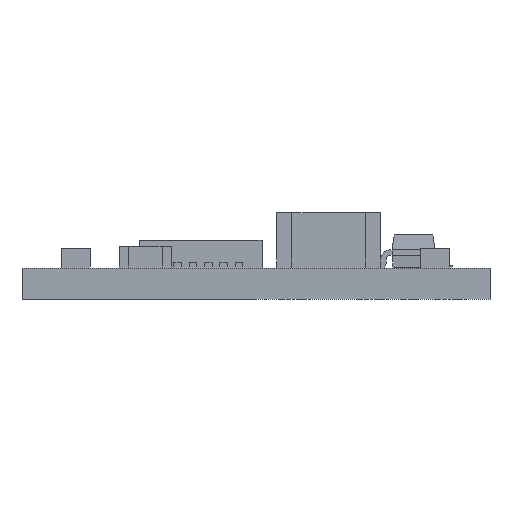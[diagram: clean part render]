
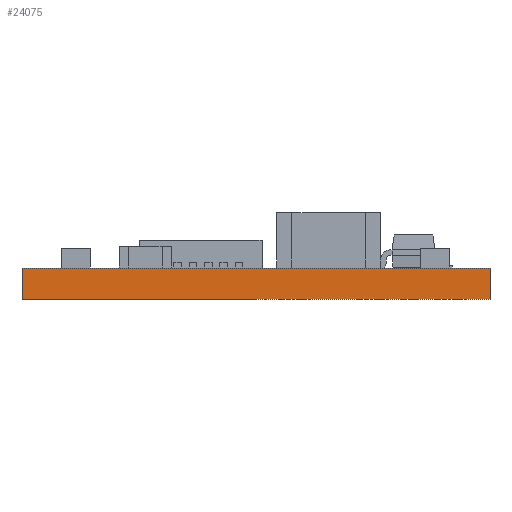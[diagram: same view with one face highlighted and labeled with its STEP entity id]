
A CAD part, left-side view. The second image highlights one B-rep face of the part: STEP entity #24075.
In plain terms, the highlighted planar face has unit normal (-1, 0, 0).
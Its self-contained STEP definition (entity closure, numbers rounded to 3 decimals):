
#357 = CARTESIAN_POINT ( 'NONE',  ( 0., 15.24, 0. ) ) ;
#835 = CARTESIAN_POINT ( 'NONE',  ( 0., 0., 1.016 ) ) ;
#1022 = CARTESIAN_POINT ( 'NONE',  ( 0., 15.24, 1.016 ) ) ;
#2498 = CARTESIAN_POINT ( 'NONE',  ( 0., 0., 1.016 ) ) ;
#2967 = VERTEX_POINT ( 'NONE', #4145 ) ;
#4145 = CARTESIAN_POINT ( 'NONE',  ( 0., 15.24, 0. ) ) ;
#5194 = PLANE ( 'NONE',  #22907 ) ;
#6421 = EDGE_CURVE ( 'NONE', #2967, #19344, #7052, .T. ) ;
#7052 = LINE ( 'NONE', #357, #33072 ) ;
#8286 = ORIENTED_EDGE ( 'NONE', *, *, #24365, .T. ) ;
#8678 = DIRECTION ( 'NONE',  ( 0., -1., 0. ) ) ;
#9177 = LINE ( 'NONE', #835, #30344 ) ;
#10985 = DIRECTION ( 'NONE',  ( 1., 0., 0. ) ) ;
#13154 = LINE ( 'NONE', #13920, #32546 ) ;
#13701 = DIRECTION ( 'NONE',  ( 0., 0., -1. ) ) ;
#13920 = CARTESIAN_POINT ( 'NONE',  ( 0., 15.24, 1.016 ) ) ;
#13954 = ORIENTED_EDGE ( 'NONE', *, *, #35208, .F. ) ;
#14520 = CARTESIAN_POINT ( 'NONE',  ( 0., 0., 0. ) ) ;
#17043 = VECTOR ( 'NONE', #33592, 1000. ) ;
#19344 = VERTEX_POINT ( 'NONE', #14520 ) ;
#20242 = ORIENTED_EDGE ( 'NONE', *, *, #6421, .T. ) ;
#22907 = AXIS2_PLACEMENT_3D ( 'NONE', #27840, #10985, #13701 ) ;
#23448 = ORIENTED_EDGE ( 'NONE', *, *, #31584, .F. ) ;
#23585 = DIRECTION ( 'NONE',  ( 0., 0., -1. ) ) ;
#24075 = ADVANCED_FACE ( 'NONE', ( #25525 ), #5194, .F. ) ;
#24175 = EDGE_LOOP ( 'NONE', ( #20242, #13954, #23448, #8286 ) ) ;
#24365 = EDGE_CURVE ( 'NONE', #28100, #2967, #29870, .T. ) ;
#25525 = FACE_OUTER_BOUND ( 'NONE', #24175, .T. ) ;
#27840 = CARTESIAN_POINT ( 'NONE',  ( 0., 15.24, 1.016 ) ) ;
#28100 = VERTEX_POINT ( 'NONE', #1022 ) ;
#29870 = LINE ( 'NONE', #30747, #17043 ) ;
#30344 = VECTOR ( 'NONE', #23585, 1000. ) ;
#30747 = CARTESIAN_POINT ( 'NONE',  ( 0., 15.24, 1.016 ) ) ;
#31584 = EDGE_CURVE ( 'NONE', #28100, #35890, #13154, .T. ) ;
#32546 = VECTOR ( 'NONE', #33261, 1000. ) ;
#33072 = VECTOR ( 'NONE', #8678, 1000. ) ;
#33261 = DIRECTION ( 'NONE',  ( 0., -1., 0. ) ) ;
#33592 = DIRECTION ( 'NONE',  ( 0., 0., -1. ) ) ;
#35208 = EDGE_CURVE ( 'NONE', #35890, #19344, #9177, .T. ) ;
#35890 = VERTEX_POINT ( 'NONE', #2498 ) ;
